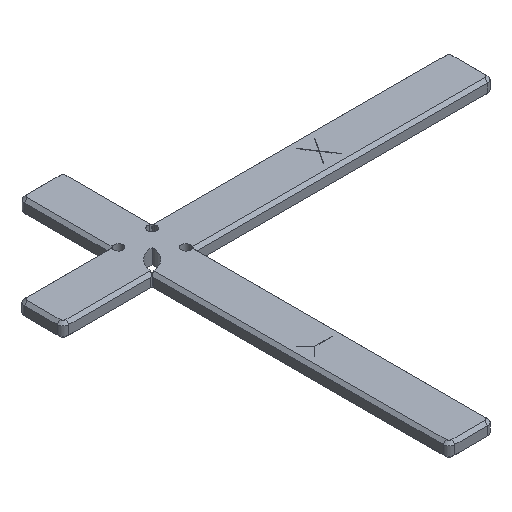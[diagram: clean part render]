
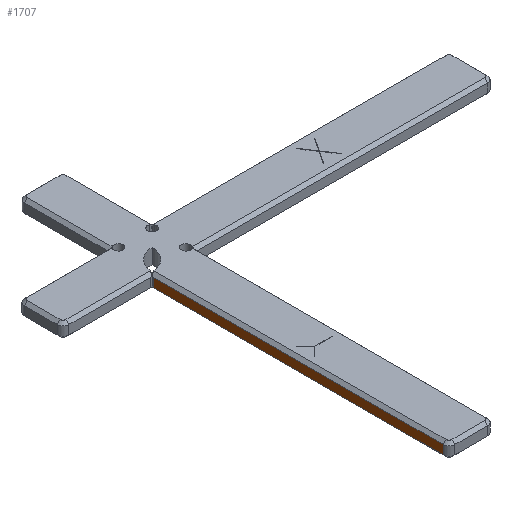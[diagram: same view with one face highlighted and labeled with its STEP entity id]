
A CAD part, isometric view. The second image highlights one B-rep face of the part: STEP entity #1707.
In plain terms, the highlighted planar face has unit normal (-1, 0, 0).
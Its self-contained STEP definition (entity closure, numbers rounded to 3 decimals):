
#278=ORIENTED_EDGE('',*,*,#778,.T.);
#279=ORIENTED_EDGE('',*,*,#779,.T.);
#280=ORIENTED_EDGE('',*,*,#780,.F.);
#281=ORIENTED_EDGE('',*,*,#781,.T.);
#778=EDGE_CURVE('',#1028,#1029,#1146,.F.);
#779=EDGE_CURVE('',#1029,#1030,#1147,.T.);
#780=EDGE_CURVE('',#1031,#1030,#1148,.T.);
#781=EDGE_CURVE('',#1031,#1028,#1149,.T.);
#1028=VERTEX_POINT('',#2753);
#1029=VERTEX_POINT('',#2754);
#1030=VERTEX_POINT('',#2756);
#1031=VERTEX_POINT('',#2758);
#1146=LINE('',#2752,#1322);
#1147=LINE('',#2755,#1323);
#1148=LINE('',#2757,#1324);
#1149=LINE('',#2759,#1325);
#1322=VECTOR('',#2148,1000.);
#1323=VECTOR('',#2149,1000.);
#1324=VECTOR('',#2150,1000.);
#1325=VECTOR('',#2151,1000.);
#1448=EDGE_LOOP('',(#278,#279,#280,#281));
#1548=FACE_BOUND('',#1448,.T.);
#1646=PLANE('',#1856);
#1707=ADVANCED_FACE('',(#1548),#1646,.F.);
#1856=AXIS2_PLACEMENT_3D('',#2751,#2146,#2147);
#2146=DIRECTION('',(1.,0.,0.));
#2147=DIRECTION('',(0.,1.,0.));
#2148=DIRECTION('',(0.,0.,-1.));
#2149=DIRECTION('',(0.,1.,0.));
#2150=DIRECTION('',(0.,0.,1.));
#2151=DIRECTION('',(0.,-1.,0.));
#2751=CARTESIAN_POINT('',(-7.5,0.,5.));
#2752=CARTESIAN_POINT('',(-7.5,-98.,5.));
#2753=CARTESIAN_POINT('',(-7.5,-98.,1.));
#2754=CARTESIAN_POINT('',(-7.5,-98.,4.));
#2755=CARTESIAN_POINT('',(-7.5,-0.5,4.));
#2756=CARTESIAN_POINT('',(-7.5,-0.5,4.));
#2757=CARTESIAN_POINT('',(-7.5,-0.5,-54995.));
#2758=CARTESIAN_POINT('',(-7.5,-0.5,1.));
#2759=CARTESIAN_POINT('',(-7.5,0.,1.));
